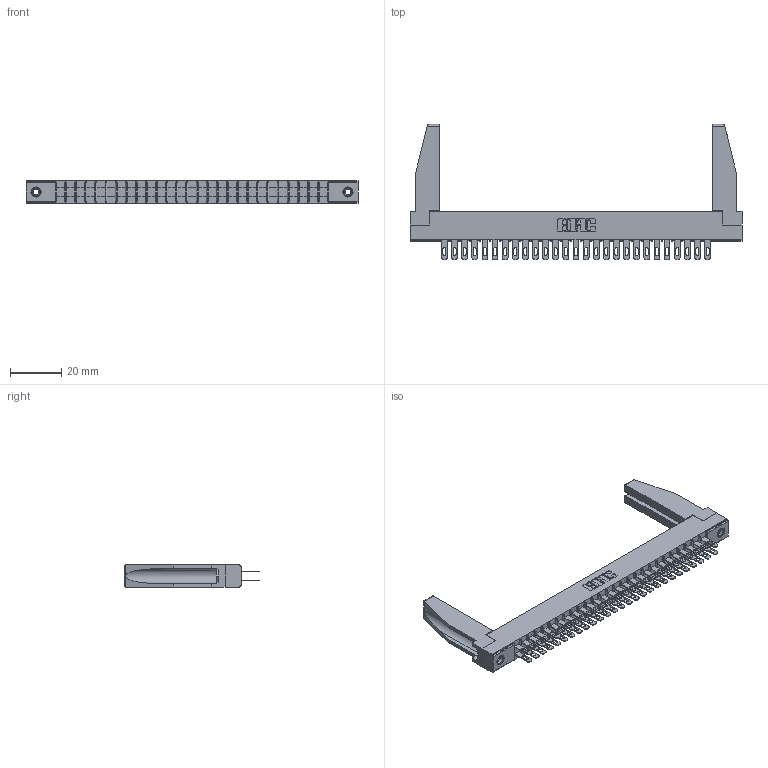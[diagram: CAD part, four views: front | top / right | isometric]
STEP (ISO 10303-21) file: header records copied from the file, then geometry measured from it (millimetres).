
FILE_DESCRIPTION (( 'STEP AP203' ), '1' );
FILE_NAME ('355-054-500-578.STEP', '2019-09-11T16:54:02', ( '' ), ( '' ), 'SwSTEP 2.0', 'SolidWorks 2016', '' );
FILE_SCHEMA (( 'CONFIG_CONTROL_DESIGN' ));
Length unit declared in the file: inch
Products named in the file (5): 307-220-078; 305-290-001_500; 305 Part_.156 Dia; 355-054-500-578; 345-250-001_345-250-001-102
Assembly tree (59 placements, depth 2):
  355-054-500-578
    305 Part_.156 Dia
    305-290-001_500  x54
    345-250-001_345-250-001-102  x2
    307-220-078  x2
Bounding box: 130 x 52.88 x 8.71 mm (x, y, z)
Volume: 11930.4 mm3; surface area: 20892.7 mm2
Topology: 59 solids, 59 shells, 2946 faces, 8395 edges, 5442 vertices
Faces by surface type: plane 1664, cylinder 1158, sphere 108, cone 12, torus 4
Entity records: 33521 total; most frequent: CARTESIAN_POINT 5553, ORIENTED_EDGE 5468, DIRECTION 5344, EDGE_CURVE 2734, VECTOR 2190, LINE 2190, VERTEX_POINT 1744, AXIS2_PLACEMENT_3D 1577
